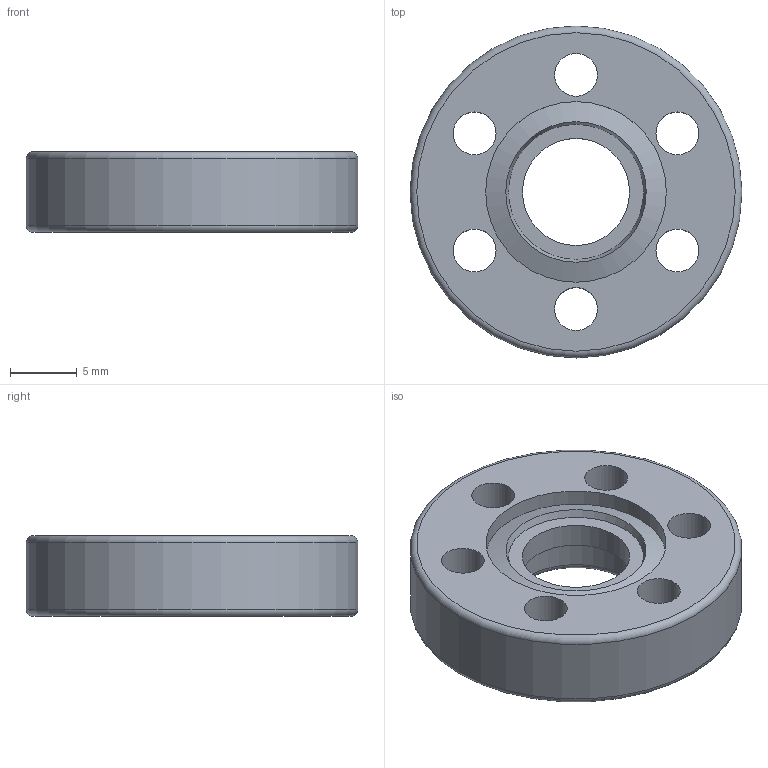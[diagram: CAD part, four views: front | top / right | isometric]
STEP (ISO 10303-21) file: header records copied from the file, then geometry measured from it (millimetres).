
FILE_DESCRIPTION((''),'2;1');
FILE_NAME('F10B10-316.stp','2009-03-13T08:49:34',('hasers'),(''),'Autodesk Inventor 2008','Autodesk Inventor 2008','');
FILE_SCHEMA(('AUTOMOTIVE_DESIGN { 1 0 10303 214 1 1 1 1 }'));
Length unit declared in the file: millimetre
Products named in the file (2): F10B10-316; CF-07 [Keywords [Summary]=1.4404][Company [Summary]=Vacom][Title [Summary]=F10B10]
Assembly tree (1 placements, depth 2):
  F10B10-316
    CF-07 [Keywords [Summary]=1.4404][Company [Summary]=Vacom][Title [Summary]=F10B10]
Bounding box: 24.8 x 24.8 x 6 mm (x, y, z)
Volume: 2117.8 mm3; surface area: 1764.4 mm2
Topology: 1 solids, 1 shells, 19 faces, 46 edges, 31 vertices
Faces by surface type: bspline 6, cylinder 4, plane 4, torus 3, cone 2
Full cylindrical faces by diameter (mm): 8 x1, 10 x1, 13.5 x1, 24.8 x1
Entity records: 602 total; most frequent: CARTESIAN_POINT 174, DIRECTION 82, ORIENTED_EDGE 50, EDGE_LOOP 50, AXIS2_PLACEMENT_3D 41, FACE_BOUND 31, VERTEX_POINT 25, CIRCLE 25
